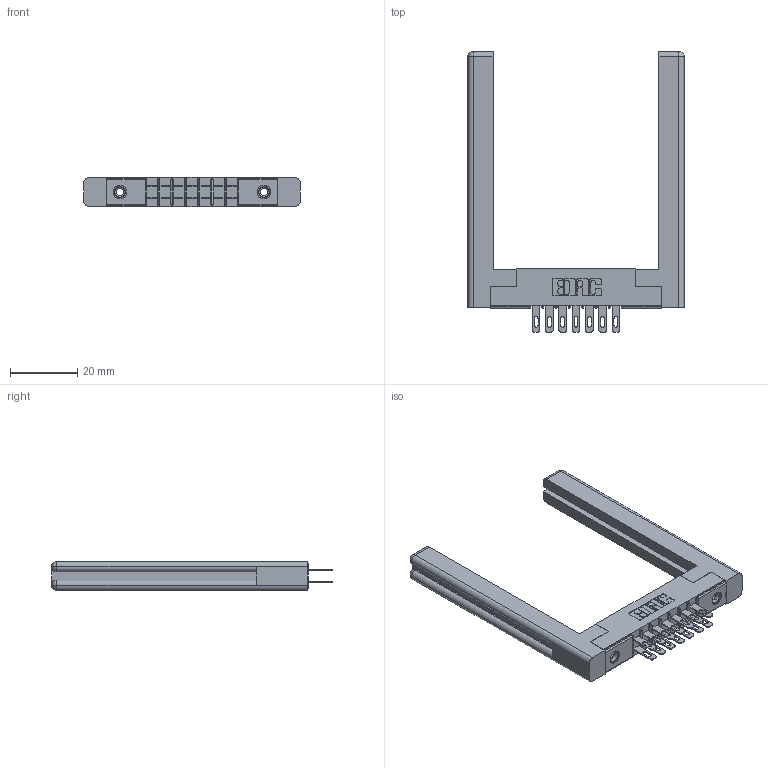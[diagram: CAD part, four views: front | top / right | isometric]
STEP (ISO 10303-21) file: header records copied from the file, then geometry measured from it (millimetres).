
FILE_DESCRIPTION (( 'STEP AP203' ), '1' );
FILE_NAME ('305-014-500-558.STEP', '2019-09-09T11:38:45', ( '' ), ( '' ), 'SwSTEP 2.0', 'SolidWorks 2016', '' );
FILE_SCHEMA (( 'CONFIG_CONTROL_DESIGN' ));
Length unit declared in the file: inch
Products named in the file (5): 305 Part_.156 Dia; 305-014-500-558; 345-250-001_345-250-001-102; 307-220-058; 305-290-001_500
Assembly tree (19 placements, depth 2):
  305-014-500-558
    305 Part_.156 Dia
    305-290-001_500  x14
    345-250-001_345-250-001-102  x2
    307-220-058  x2
Bounding box: 64.36 x 83.49 x 8.71 mm (x, y, z)
Volume: 11720.7 mm3; surface area: 12205.7 mm2
Topology: 19 solids, 19 shells, 958 faces, 2679 edges, 1734 vertices
Faces by surface type: plane 544, cylinder 362, sphere 28, cone 12, torus 12
Entity records: 14495 total; most frequent: CARTESIAN_POINT 2414, ORIENTED_EDGE 2332, DIRECTION 2328, EDGE_CURVE 1166, VECTOR 892, LINE 892, VERTEX_POINT 750, AXIS2_PLACEMENT_3D 718
